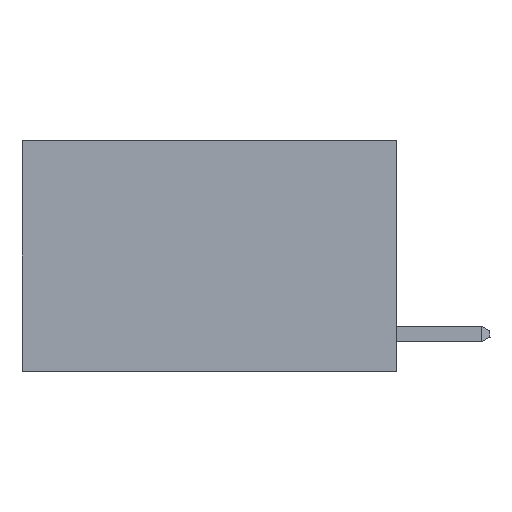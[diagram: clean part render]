
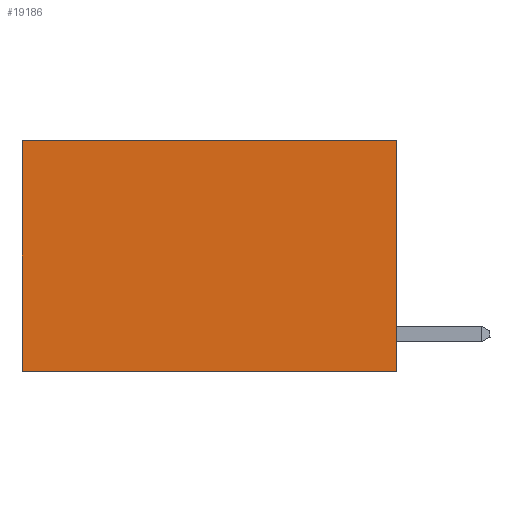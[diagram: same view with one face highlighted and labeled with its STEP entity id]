
A CAD part, left-side view. The second image highlights one B-rep face of the part: STEP entity #19186.
In plain terms, the highlighted planar face has unit normal (-1, 0, 0).
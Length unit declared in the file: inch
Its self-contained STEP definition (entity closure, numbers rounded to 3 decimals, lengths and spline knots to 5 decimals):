
#342 = EDGE_LOOP ( 'NONE', ( #4080, #7775, #19246, #11712 ) ) ;
#1690 = VECTOR ( 'NONE', #7951, 39.37008 ) ;
#2258 = LINE ( 'NONE', #9752, #1690 ) ;
#2787 = DIRECTION ( 'NONE',  ( 0., 1., 0. ) ) ;
#3848 = CARTESIAN_POINT ( 'NONE',  ( 0.2625, 0., 0. ) ) ;
#3948 = CARTESIAN_POINT ( 'NONE',  ( 0.2625, 0., 0. ) ) ;
#4080 = ORIENTED_EDGE ( 'NONE', *, *, #21729, .T. ) ;
#6483 = VECTOR ( 'NONE', #14334, 39.37008 ) ;
#7519 = DIRECTION ( 'NONE',  ( 0., 0., -1. ) ) ;
#7602 = LINE ( 'NONE', #3848, #8155 ) ;
#7775 = ORIENTED_EDGE ( 'NONE', *, *, #10438, .F. ) ;
#7951 = DIRECTION ( 'NONE',  ( 0., 0., -1. ) ) ;
#8155 = VECTOR ( 'NONE', #16253, 39.37008 ) ;
#9752 = CARTESIAN_POINT ( 'NONE',  ( 0.2625, 0., 0. ) ) ;
#10438 = EDGE_CURVE ( 'NONE', #12891, #11227, #14251, .T. ) ;
#11227 = VERTEX_POINT ( 'NONE', #15484 ) ;
#11712 = ORIENTED_EDGE ( 'NONE', *, *, #13010, .T. ) ;
#12891 = VERTEX_POINT ( 'NONE', #14012 ) ;
#12943 = VERTEX_POINT ( 'NONE', #22875 ) ;
#13010 = EDGE_CURVE ( 'NONE', #22722, #12943, #7602, .T. ) ;
#13495 = CARTESIAN_POINT ( 'NONE',  ( 0.2625, 0., -0.37 ) ) ;
#14012 = CARTESIAN_POINT ( 'NONE',  ( 0.2625, 0., -0.37 ) ) ;
#14251 = LINE ( 'NONE', #13495, #17812 ) ;
#14334 = DIRECTION ( 'NONE',  ( 0., 0., -1. ) ) ;
#14572 = PLANE ( 'NONE',  #20930 ) ;
#15304 = CARTESIAN_POINT ( 'NONE',  ( 0.2625, 0., 0. ) ) ;
#15484 = CARTESIAN_POINT ( 'NONE',  ( 0.2625, 0.6, -0.37 ) ) ;
#15924 = LINE ( 'NONE', #19681, #6483 ) ;
#16051 = FACE_OUTER_BOUND ( 'NONE', #342, .T. ) ;
#16253 = DIRECTION ( 'NONE',  ( 0., 1., 0. ) ) ;
#17812 = VECTOR ( 'NONE', #2787, 39.37008 ) ;
#18075 = DIRECTION ( 'NONE',  ( 1., 0., 0. ) ) ;
#19186 = ADVANCED_FACE ( 'NONE', ( #16051 ), #14572, .F. ) ;
#19246 = ORIENTED_EDGE ( 'NONE', *, *, #22611, .F. ) ;
#19681 = CARTESIAN_POINT ( 'NONE',  ( 0.2625, 0.6, 0. ) ) ;
#20930 = AXIS2_PLACEMENT_3D ( 'NONE', #3948, #18075, #7519 ) ;
#21729 = EDGE_CURVE ( 'NONE', #12943, #11227, #15924, .T. ) ;
#22611 = EDGE_CURVE ( 'NONE', #22722, #12891, #2258, .T. ) ;
#22722 = VERTEX_POINT ( 'NONE', #15304 ) ;
#22875 = CARTESIAN_POINT ( 'NONE',  ( 0.2625, 0.6, 0. ) ) ;
